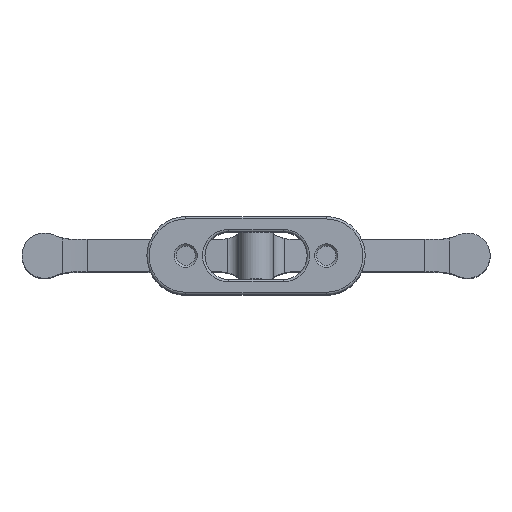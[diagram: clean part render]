
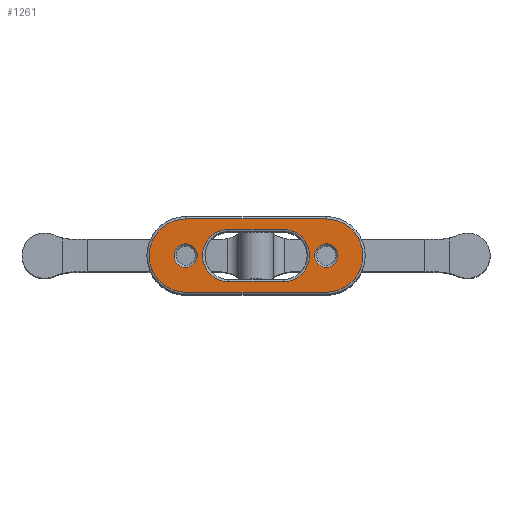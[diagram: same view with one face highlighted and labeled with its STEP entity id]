
A CAD part, top view. The second image highlights one B-rep face of the part: STEP entity #1261.
In plain terms, the highlighted face is planar.
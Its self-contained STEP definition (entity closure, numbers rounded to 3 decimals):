
#137=LINE('',#2017,#213);
#138=LINE('',#2021,#214);
#139=LINE('',#2022,#215);
#140=LINE('',#2027,#216);
#213=VECTOR('',#1589,1000.);
#214=VECTOR('',#1592,1000.);
#215=VECTOR('',#1593,1000.);
#216=VECTOR('',#1596,1000.);
#305=ORIENTED_EDGE('',*,*,#663,.T.);
#306=ORIENTED_EDGE('',*,*,#664,.T.);
#307=ORIENTED_EDGE('',*,*,#665,.T.);
#308=ORIENTED_EDGE('',*,*,#666,.T.);
#309=ORIENTED_EDGE('',*,*,#667,.T.);
#310=ORIENTED_EDGE('',*,*,#668,.T.);
#311=ORIENTED_EDGE('',*,*,#669,.T.);
#312=ORIENTED_EDGE('',*,*,#670,.T.);
#313=ORIENTED_EDGE('',*,*,#671,.T.);
#314=ORIENTED_EDGE('',*,*,#672,.T.);
#663=EDGE_CURVE('',#840,#841,#953,.T.);
#664=EDGE_CURVE('',#841,#842,#137,.T.);
#665=EDGE_CURVE('',#842,#843,#954,.T.);
#666=EDGE_CURVE('',#843,#840,#138,.T.);
#667=EDGE_CURVE('',#844,#845,#139,.F.);
#668=EDGE_CURVE('',#845,#846,#955,.F.);
#669=EDGE_CURVE('',#846,#847,#140,.F.);
#670=EDGE_CURVE('',#847,#844,#956,.F.);
#671=EDGE_CURVE('',#848,#848,#957,.T.);
#672=EDGE_CURVE('',#849,#849,#958,.T.);
#840=VERTEX_POINT('',#2015);
#841=VERTEX_POINT('',#2016);
#842=VERTEX_POINT('',#2018);
#843=VERTEX_POINT('',#2020);
#844=VERTEX_POINT('',#2023);
#845=VERTEX_POINT('',#2024);
#846=VERTEX_POINT('',#2026);
#847=VERTEX_POINT('',#2028);
#848=VERTEX_POINT('',#2031);
#849=VERTEX_POINT('',#2033);
#953=CIRCLE('',#1381,3.35);
#954=CIRCLE('',#1382,3.35);
#955=CIRCLE('',#1383,4.7);
#956=CIRCLE('',#1384,4.7);
#957=CIRCLE('',#1385,1.5);
#958=CIRCLE('',#1386,1.5);
#1028=EDGE_LOOP('',(#305,#306,#307,#308));
#1029=EDGE_LOOP('',(#309,#310,#311,#312));
#1030=EDGE_LOOP('',(#313));
#1031=EDGE_LOOP('',(#314));
#1134=FACE_BOUND('',#1028,.T.);
#1135=FACE_BOUND('',#1029,.T.);
#1136=FACE_BOUND('',#1030,.T.);
#1137=FACE_BOUND('',#1031,.T.);
#1235=PLANE('',#1380);
#1261=ADVANCED_FACE('',(#1134,#1135,#1136,#1137),#1235,.F.);
#1380=AXIS2_PLACEMENT_3D('',#2013,#1585,#1586);
#1381=AXIS2_PLACEMENT_3D('',#2014,#1587,#1588);
#1382=AXIS2_PLACEMENT_3D('',#2019,#1590,#1591);
#1383=AXIS2_PLACEMENT_3D('',#2025,#1594,#1595);
#1384=AXIS2_PLACEMENT_3D('',#2029,#1597,#1598);
#1385=AXIS2_PLACEMENT_3D('',#2030,#1599,#1600);
#1386=AXIS2_PLACEMENT_3D('',#2032,#1601,#1602);
#1585=DIRECTION('',(0.,0.,1.));
#1586=DIRECTION('',(1.,0.,0.));
#1587=DIRECTION('',(0.,0.,1.));
#1588=DIRECTION('',(1.,0.,0.));
#1589=DIRECTION('',(1.,0.,0.));
#1590=DIRECTION('',(0.,0.,1.));
#1591=DIRECTION('',(1.,0.,0.));
#1592=DIRECTION('',(-1.,0.,0.));
#1593=DIRECTION('',(1.,0.,0.));
#1594=DIRECTION('',(0.,0.,1.));
#1595=DIRECTION('',(1.,0.,0.));
#1596=DIRECTION('',(-1.,0.,0.));
#1597=DIRECTION('',(0.,0.,1.));
#1598=DIRECTION('',(1.,0.,0.));
#1599=DIRECTION('',(0.,0.,1.));
#1600=DIRECTION('',(1.,0.,0.));
#1601=DIRECTION('',(0.,0.,1.));
#1602=DIRECTION('',(1.,0.,0.));
#2013=CARTESIAN_POINT('',(-9.,0.,-2.25));
#2014=CARTESIAN_POINT('',(-3.5,0.,-2.25));
#2015=CARTESIAN_POINT('',(-3.5,3.35,-2.25));
#2016=CARTESIAN_POINT('',(-3.5,-3.35,-2.25));
#2017=CARTESIAN_POINT('',(3.5,-3.35,-2.25));
#2018=CARTESIAN_POINT('',(3.5,-3.35,-2.25));
#2019=CARTESIAN_POINT('',(3.5,0.,-2.25));
#2020=CARTESIAN_POINT('',(3.5,3.35,-2.25));
#2021=CARTESIAN_POINT('',(-3.5,3.35,-2.25));
#2022=CARTESIAN_POINT('',(-9.,-4.7,-2.25));
#2023=CARTESIAN_POINT('',(9.,-4.7,-2.25));
#2024=CARTESIAN_POINT('',(-9.,-4.7,-2.25));
#2025=CARTESIAN_POINT('',(-9.,0.,-2.25));
#2026=CARTESIAN_POINT('',(-9.,4.7,-2.25));
#2027=CARTESIAN_POINT('',(-9.,4.7,-2.25));
#2028=CARTESIAN_POINT('',(9.,4.7,-2.25));
#2029=CARTESIAN_POINT('',(9.,0.,-2.25));
#2030=CARTESIAN_POINT('',(-9.,0.,-2.25));
#2031=CARTESIAN_POINT('',(-7.5,0.,-2.25));
#2032=CARTESIAN_POINT('',(9.,0.,-2.25));
#2033=CARTESIAN_POINT('',(10.5,0.,-2.25));
